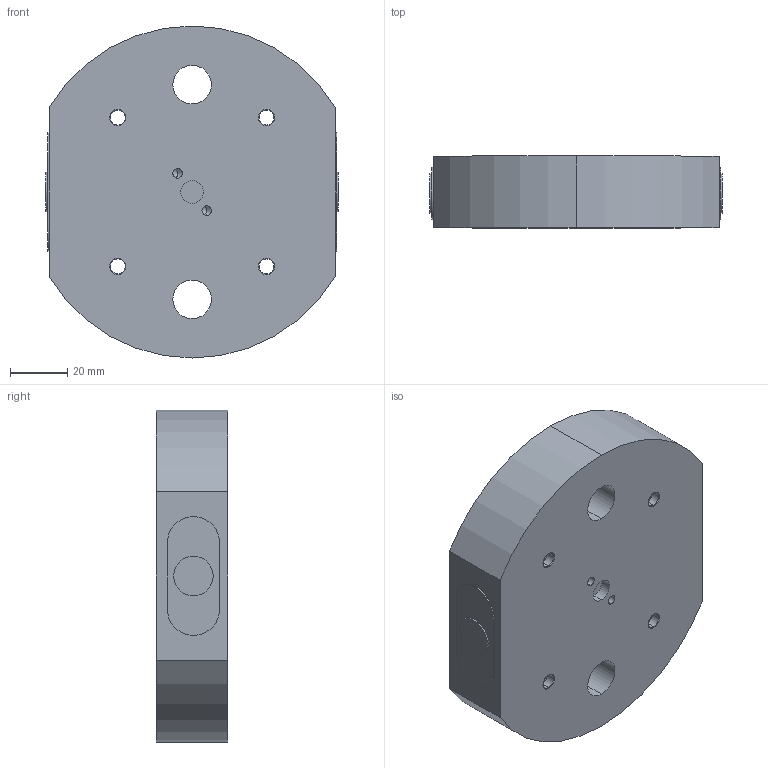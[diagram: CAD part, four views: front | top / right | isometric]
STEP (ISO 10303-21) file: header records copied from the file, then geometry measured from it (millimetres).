
FILE_DESCRIPTION (( 'STEP AP214' ), '1' );
FILE_NAME ('D_RL52A-4-12.STEP', '2020-02-28T21:18:19', ( '' ), ( '' ), 'SwSTEP 2.0', 'SolidWorks 2018', '' );
FILE_SCHEMA (( 'AUTOMOTIVE_DESIGN' ));
Length unit declared in the file: inch
Products named in the file (1): D_RL52A-4-12
Bounding box: 102.11 x 25 x 116 mm (x, y, z)
Volume: 190238.5 mm3; surface area: 48603.8 mm2
Topology: 1 solids, 1 shells, 174 faces, 425 edges, 274 vertices
Faces by surface type: cylinder 97, plane 53, cone 24
Entity records: 6261 total; most frequent: CARTESIAN_POINT 1344, DIRECTION 969, ORIENTED_EDGE 834, EDGE_CURVE 417, AXIS2_PLACEMENT_3D 399, VERTEX_POINT 274, CIRCLE 224, EDGE_LOOP 223
